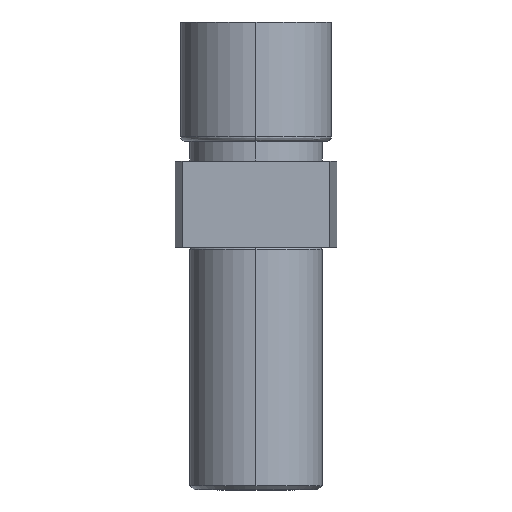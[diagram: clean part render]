
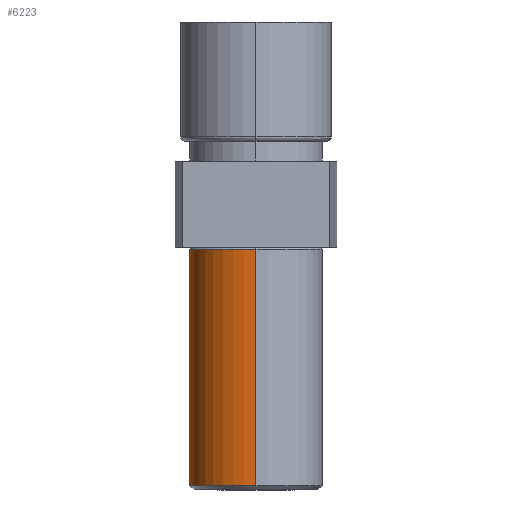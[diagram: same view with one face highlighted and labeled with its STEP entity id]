
A CAD part, left-side view. The second image highlights one B-rep face of the part: STEP entity #6223.
In plain terms, the highlighted cylindrical face has radius 3 mm (diameter 6 mm), a partial arc.
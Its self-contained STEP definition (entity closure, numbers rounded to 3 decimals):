
#74 = EDGE_CURVE ( 'NONE', #1083, #1091, #4830, .T. ) ;
#93 = EDGE_CURVE ( 'NONE', #1083, #1107, #3067, .T. ) ;
#109 = EDGE_CURVE ( 'NONE', #1125, #1115, #4829, .T. ) ;
#309 = AXIS2_PLACEMENT_3D ( 'NONE', #5786, #5787, #5749 ) ;
#824 = EDGE_LOOP ( 'NONE', ( #2474, #2490, #2483, #2467, #2446 ) ) ;
#1083 = VERTEX_POINT ( 'NONE', #1248 ) ;
#1091 = VERTEX_POINT ( 'NONE', #1291 ) ;
#1107 = VERTEX_POINT ( 'NONE', #1249 ) ;
#1115 = VERTEX_POINT ( 'NONE', #1298 ) ;
#1125 = VERTEX_POINT ( 'NONE', #1343 ) ;
#1248 = CARTESIAN_POINT ( 'NONE',  ( -21.062, 0., -4.9 ) ) ;
#1249 = CARTESIAN_POINT ( 'NONE',  ( -21.062, 0., -15.6 ) ) ;
#1291 = CARTESIAN_POINT ( 'NONE',  ( -27.062, 0., -4.9 ) ) ;
#1298 = CARTESIAN_POINT ( 'NONE',  ( -27.062, 0., -15.6 ) ) ;
#1343 = CARTESIAN_POINT ( 'NONE',  ( -24.062, 3., -15.6 ) ) ;
#2446 = ORIENTED_EDGE ( 'NONE', *, *, #4656, .F. ) ;
#2467 = ORIENTED_EDGE ( 'NONE', *, *, #109, .T. ) ;
#2474 = ORIENTED_EDGE ( 'NONE', *, *, #74, .F. ) ;
#2483 = ORIENTED_EDGE ( 'NONE', *, *, #4655, .T. ) ;
#2490 = ORIENTED_EDGE ( 'NONE', *, *, #93, .T. ) ;
#2976 = CARTESIAN_POINT ( 'NONE',  ( -24.062, 0., -4.9 ) ) ;
#2978 = DIRECTION ( 'NONE',  ( 0., 0., 1. ) ) ;
#2991 = DIRECTION ( 'NONE',  ( -1., 0., 0. ) ) ;
#3058 = CARTESIAN_POINT ( 'NONE',  ( -21.062, 0., -4.8 ) ) ;
#3067 = LINE ( 'NONE', #3058, #4876 ) ;
#3076 = DIRECTION ( 'NONE',  ( 0., 0., -1. ) ) ;
#3087 = DIRECTION ( 'NONE',  ( -1., 0., 0. ) ) ;
#3109 = DIRECTION ( 'NONE',  ( 0., 0., 1. ) ) ;
#3129 = CARTESIAN_POINT ( 'NONE',  ( -24.062, 0., -15.6 ) ) ;
#4437 = DIRECTION ( 'NONE',  ( 0., 0., 1. ) ) ;
#4451 = DIRECTION ( 'NONE',  ( 0., 0., -1. ) ) ;
#4461 = DIRECTION ( 'NONE',  ( -1., 0., 0. ) ) ;
#4465 = CARTESIAN_POINT ( 'NONE',  ( -27.062, 0., -4.8 ) ) ;
#4473 = CARTESIAN_POINT ( 'NONE',  ( -24.062, 0., -15.6 ) ) ;
#4475 = LINE ( 'NONE', #4465, #5223 ) ;
#4655 = EDGE_CURVE ( 'NONE', #1107, #1125, #5184, .T. ) ;
#4656 = EDGE_CURVE ( 'NONE', #1091, #1115, #4475, .T. ) ;
#4829 = CIRCLE ( 'NONE', #4837, 3. ) ;
#4830 = CIRCLE ( 'NONE', #4878, 3. ) ;
#4837 = AXIS2_PLACEMENT_3D ( 'NONE', #3129, #3109, #3087 ) ;
#4876 = VECTOR ( 'NONE', #3076, 1000. ) ;
#4878 = AXIS2_PLACEMENT_3D ( 'NONE', #2976, #2978, #2991 ) ;
#5184 = CIRCLE ( 'NONE', #5220, 3. ) ;
#5220 = AXIS2_PLACEMENT_3D ( 'NONE', #4473, #4437, #4461 ) ;
#5223 = VECTOR ( 'NONE', #4451, 1000. ) ;
#5746 = FACE_OUTER_BOUND ( 'NONE', #824, .T. ) ;
#5749 = DIRECTION ( 'NONE',  ( -1., 0., 0. ) ) ;
#5774 = CYLINDRICAL_SURFACE ( 'NONE', #309, 3. ) ;
#5786 = CARTESIAN_POINT ( 'NONE',  ( -24.062, 0., -4.8 ) ) ;
#5787 = DIRECTION ( 'NONE',  ( 0., 0., -1. ) ) ;
#6223 = ADVANCED_FACE ( 'NONE', ( #5746 ), #5774, .T. ) ;
